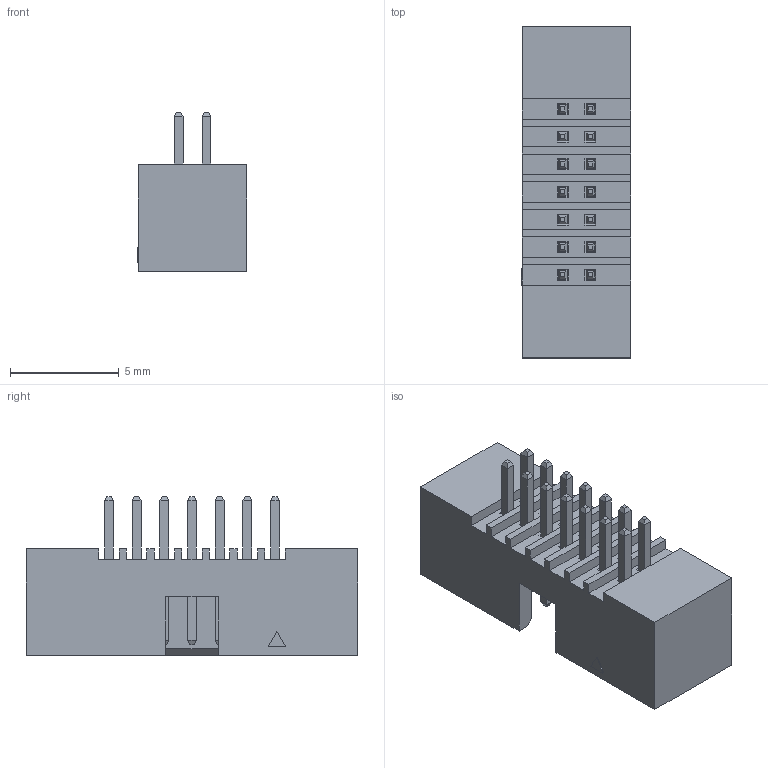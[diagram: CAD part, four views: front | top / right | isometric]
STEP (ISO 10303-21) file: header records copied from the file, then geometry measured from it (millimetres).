
FILE_DESCRIPTION((''),'2;1');
FILE_NAME('2195S-14X_ASM','2020-12-10T11:20:22',('Acer'),(''),'CREO PARAMETRIC BY PTC INC, 2018100','CREO PARAMETRIC BY PTC INC, 2018100','');
FILE_SCHEMA(('CONFIG_CONTROL_DESIGN'));
Length unit declared in the file: millimetre
Products named in the file (3): 801-2195-14; 802A-0_4; 2195S-14X_ASM
Assembly tree (15 placements, depth 2):
  2195S-14X_ASM
    801-2195-14
    802A-0_4  x14
Bounding box: 5.05 x 15.24 x 7.3 mm (x, y, z)
Volume: 218.4 mm3; surface area: 646.8 mm2
Topology: 15 solids, 15 shells, 359 faces, 812 edges, 484 vertices
Faces by surface type: plane 359
Entity records: 5366 total; most frequent: CARTESIAN_POINT 919, ORIENTED_EDGE 896, DIRECTION 838, VECTOR 448, LINE 448, EDGE_CURVE 448, VERTEX_POINT 276, EDGE_LOOP 206
